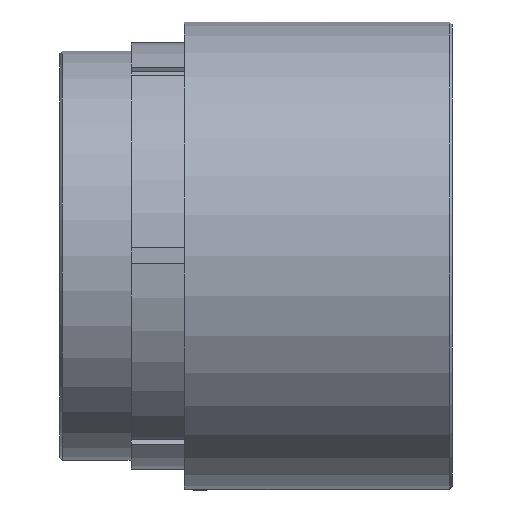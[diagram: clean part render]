
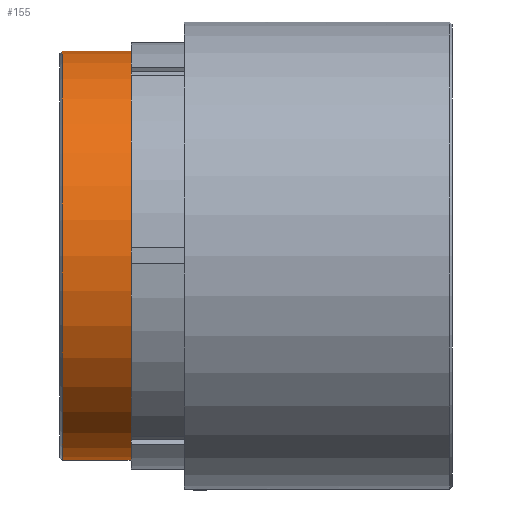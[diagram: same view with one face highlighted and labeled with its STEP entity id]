
A CAD part, left-side view. The second image highlights one B-rep face of the part: STEP entity #155.
In plain terms, the highlighted cylindrical face has radius 60.922 mm (diameter 121.844 mm), a partial arc.
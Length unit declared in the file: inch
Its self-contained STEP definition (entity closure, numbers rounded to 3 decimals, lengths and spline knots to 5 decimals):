
#146 = VECTOR ( 'NONE', #467, 39.37008 ) ;
#155 = ADVANCED_FACE ( 'NONE', ( #5706 ), #1720, .T. ) ;
#194 = DIRECTION ( 'NONE',  ( 0., 1., 0. ) ) ;
#290 = ORIENTED_EDGE ( 'NONE', *, *, #5747, .T. ) ;
#467 = DIRECTION ( 'NONE',  ( 0., 1., 0. ) ) ;
#520 = VERTEX_POINT ( 'NONE', #5604 ) ;
#550 = LINE ( 'NONE', #3148, #5291 ) ;
#836 = EDGE_CURVE ( 'NONE', #520, #3094, #550, .T. ) ;
#914 = CARTESIAN_POINT ( 'NONE',  ( 0., 3.765, 2.3985 ) ) ;
#944 = CARTESIAN_POINT ( 'NONE',  ( 0., 4.57, 0. ) ) ;
#979 = CARTESIAN_POINT ( 'NONE',  ( 0., 3.765, 0. ) ) ;
#984 = ORIENTED_EDGE ( 'NONE', *, *, #1198, .T. ) ;
#1198 = EDGE_CURVE ( 'NONE', #520, #4407, #2642, .T. ) ;
#1232 = ORIENTED_EDGE ( 'NONE', *, *, #836, .F. ) ;
#1350 = DIRECTION ( 'NONE',  ( 0., 1., 0. ) ) ;
#1467 = EDGE_LOOP ( 'NONE', ( #1232, #984, #290, #1488 ) ) ;
#1487 = AXIS2_PLACEMENT_3D ( 'NONE', #4001, #5700, #3593 ) ;
#1488 = ORIENTED_EDGE ( 'NONE', *, *, #2528, .T. ) ;
#1720 = CYLINDRICAL_SURFACE ( 'NONE', #2375, 2.3985 ) ;
#2294 = DIRECTION ( 'NONE',  ( 0., 0., 1. ) ) ;
#2375 = AXIS2_PLACEMENT_3D ( 'NONE', #979, #194, #4084 ) ;
#2528 = EDGE_CURVE ( 'NONE', #3360, #3094, #5035, .T. ) ;
#2602 = CARTESIAN_POINT ( 'NONE',  ( 0., 4.57, 2.3985 ) ) ;
#2642 = CIRCLE ( 'NONE', #1487, 2.3985 ) ;
#2747 = DIRECTION ( 'NONE',  ( 0., -1., 0. ) ) ;
#3044 = CARTESIAN_POINT ( 'NONE',  ( 0., 3.765, 2.3985 ) ) ;
#3048 = CARTESIAN_POINT ( 'NONE',  ( 0., 4.57, -2.3985 ) ) ;
#3094 = VERTEX_POINT ( 'NONE', #3048 ) ;
#3148 = CARTESIAN_POINT ( 'NONE',  ( 0., 3.765, -2.3985 ) ) ;
#3360 = VERTEX_POINT ( 'NONE', #2602 ) ;
#3593 = DIRECTION ( 'NONE',  ( 0., 0., 1. ) ) ;
#4001 = CARTESIAN_POINT ( 'NONE',  ( 0., 3.765, 0. ) ) ;
#4084 = DIRECTION ( 'NONE',  ( 0., 0., 1. ) ) ;
#4407 = VERTEX_POINT ( 'NONE', #914 ) ;
#5035 = CIRCLE ( 'NONE', #5594, 2.3985 ) ;
#5242 = LINE ( 'NONE', #3044, #146 ) ;
#5291 = VECTOR ( 'NONE', #1350, 39.37008 ) ;
#5594 = AXIS2_PLACEMENT_3D ( 'NONE', #944, #2747, #2294 ) ;
#5604 = CARTESIAN_POINT ( 'NONE',  ( 0., 3.765, -2.3985 ) ) ;
#5700 = DIRECTION ( 'NONE',  ( 0., 1., 0. ) ) ;
#5706 = FACE_OUTER_BOUND ( 'NONE', #1467, .T. ) ;
#5747 = EDGE_CURVE ( 'NONE', #4407, #3360, #5242, .T. ) ;
